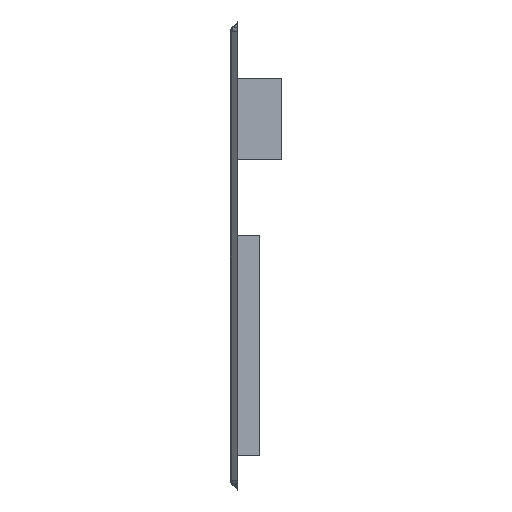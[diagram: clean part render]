
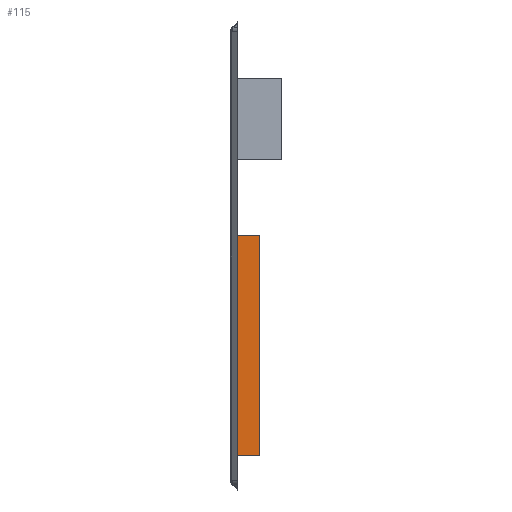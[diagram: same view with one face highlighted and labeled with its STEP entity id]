
A CAD part, left-side view. The second image highlights one B-rep face of the part: STEP entity #115.
In plain terms, the highlighted planar face has unit normal (-1, 0, 0).
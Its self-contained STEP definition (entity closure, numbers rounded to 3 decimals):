
#38 = EDGE_CURVE ( 'NONE', #1182, #287, #430, .T. ) ;
#115 = ADVANCED_FACE ( 'NONE', ( #943 ), #1958, .F. ) ;
#233 = DIRECTION ( 'NONE',  ( 0., 0., 1. ) ) ;
#287 = VERTEX_POINT ( 'NONE', #1258 ) ;
#305 = AXIS2_PLACEMENT_3D ( 'NONE', #587, #913, #759 ) ;
#337 = LINE ( 'NONE', #1359, #1704 ) ;
#358 = DIRECTION ( 'NONE',  ( 0., 1., 0. ) ) ;
#430 = LINE ( 'NONE', #1277, #677 ) ;
#498 = ORIENTED_EDGE ( 'NONE', *, *, #1162, .F. ) ;
#563 = DIRECTION ( 'NONE',  ( 0., 0., 1. ) ) ;
#587 = CARTESIAN_POINT ( 'NONE',  ( 165.5, 0., -108.2 ) ) ;
#677 = VECTOR ( 'NONE', #563, 1000. ) ;
#709 = LINE ( 'NONE', #1727, #1272 ) ;
#759 = DIRECTION ( 'NONE',  ( 0., 0., -1. ) ) ;
#913 = DIRECTION ( 'NONE',  ( 1., 0., 0. ) ) ;
#915 = CARTESIAN_POINT ( 'NONE',  ( 165.5, 20., -107.95 ) ) ;
#943 = FACE_OUTER_BOUND ( 'NONE', #1622, .T. ) ;
#1078 = LINE ( 'NONE', #1763, #1779 ) ;
#1162 = EDGE_CURVE ( 'NONE', #1182, #2054, #337, .T. ) ;
#1182 = VERTEX_POINT ( 'NONE', #1220 ) ;
#1200 = ORIENTED_EDGE ( 'NONE', *, *, #1216, .T. ) ;
#1216 = EDGE_CURVE ( 'NONE', #287, #1744, #709, .T. ) ;
#1220 = CARTESIAN_POINT ( 'NONE',  ( 165.5, 14., -107.95 ) ) ;
#1258 = CARTESIAN_POINT ( 'NONE',  ( 165.5, 14., -48.45 ) ) ;
#1272 = VECTOR ( 'NONE', #1552, 1000. ) ;
#1277 = CARTESIAN_POINT ( 'NONE',  ( 165.5, 14., -108.2 ) ) ;
#1359 = CARTESIAN_POINT ( 'NONE',  ( 165.5, 0., -107.95 ) ) ;
#1363 = ORIENTED_EDGE ( 'NONE', *, *, #1969, .F. ) ;
#1482 = CARTESIAN_POINT ( 'NONE',  ( 165.5, 20., -48.45 ) ) ;
#1552 = DIRECTION ( 'NONE',  ( 0., 1., 0. ) ) ;
#1622 = EDGE_LOOP ( 'NONE', ( #1200, #1363, #498, #1828 ) ) ;
#1704 = VECTOR ( 'NONE', #358, 1000. ) ;
#1727 = CARTESIAN_POINT ( 'NONE',  ( 165.5, 0., -48.45 ) ) ;
#1744 = VERTEX_POINT ( 'NONE', #1482 ) ;
#1763 = CARTESIAN_POINT ( 'NONE',  ( 165.5, 20., -108.2 ) ) ;
#1779 = VECTOR ( 'NONE', #233, 1000. ) ;
#1828 = ORIENTED_EDGE ( 'NONE', *, *, #38, .T. ) ;
#1958 = PLANE ( 'NONE',  #305 ) ;
#1969 = EDGE_CURVE ( 'NONE', #2054, #1744, #1078, .T. ) ;
#2054 = VERTEX_POINT ( 'NONE', #915 ) ;
